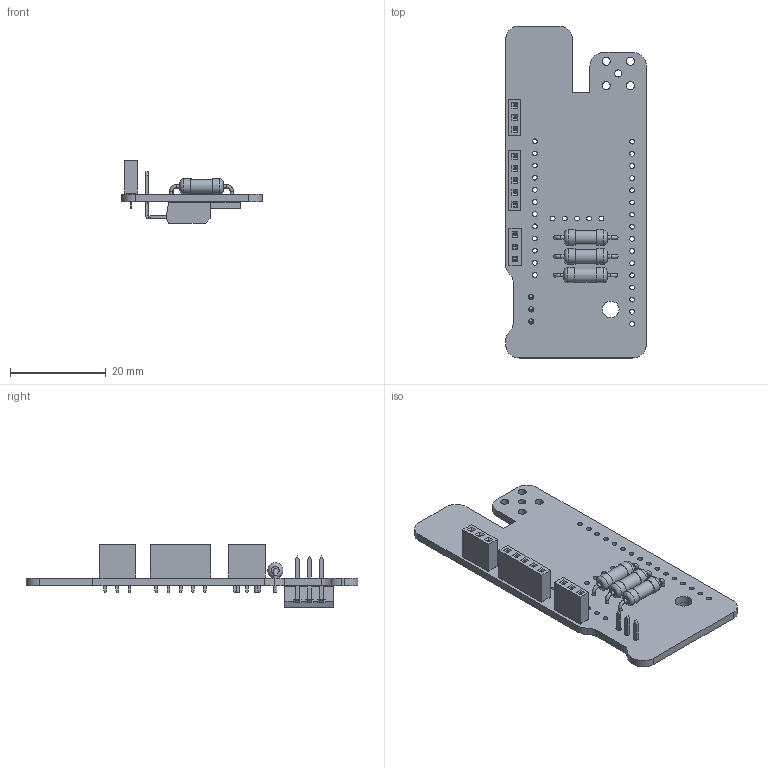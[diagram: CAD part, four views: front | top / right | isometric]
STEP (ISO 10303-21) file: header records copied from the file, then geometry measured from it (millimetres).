
FILE_DESCRIPTION(('KiCad electronic assembly'),'2;1');
FILE_NAME('nod_v_0_1.step','2022-01-17T19:46:06',('An Author'),( 'A Company'),'Open CASCADE STEP processor 7.5', 'KiCad to STEP converter','Unknown');
FILE_SCHEMA(('AUTOMOTIVE_DESIGN { 1 0 10303 214 1 1 1 1 }'));
Length unit declared in the file: millimetre
Products named in the file (10): Open CASCADE STEP translator 7.5 1; PinSocket_1x05_P2.54mm_Vertical; SOLID; TO-220-3_Horizontal_TabDown; R_Axial_DIN0309_L9.0mm_D3.2mm_P12.70mm_Horizontal; PinSocket_1x03_P2.54mm_Vertical; COMPOUND
Assembly tree (12 placements, depth 3):
  Open CASCADE STEP translator 7.5 1
    PinSocket_1x05_P2.54mm_Vertical
      SOLID
    TO-220-3_Horizontal_TabDown
      SOLID
    R_Axial_DIN0309_L9.0mm_D3.2mm_P12.70mm_Horizontal  x3
      SOLID
    PinSocket_1x03_P2.54mm_Vertical  x2
      SOLID
    COMPOUND
Bounding box: 29.46 x 69.39 x 13.14 mm (x, y, z)
Volume: 4100.9 mm3; surface area: 6179.2 mm2
Topology: 8 solids, 8 shells, 584 faces, 1483 edges, 960 vertices
Faces by surface type: plane 478, cylinder 94, torus 12
Full cylindrical faces by diameter (mm): 0.7 x12, 0.8 x6, 1 x44, 1.1 x3, 1.5 x1, 1.7 x4, 2.88 x3, 3.2 x6, 3.5 x1, 3.735 x1
Entity records: 31671 total; most frequent: CARTESIAN_POINT 4765, DIRECTION 4572, LINE 3173, VECTOR 3173, ORIENTED_EDGE 2330, PCURVE 2330, DEFINITIONAL_REPRESENTATION 2330, EDGE_CURVE 1165
